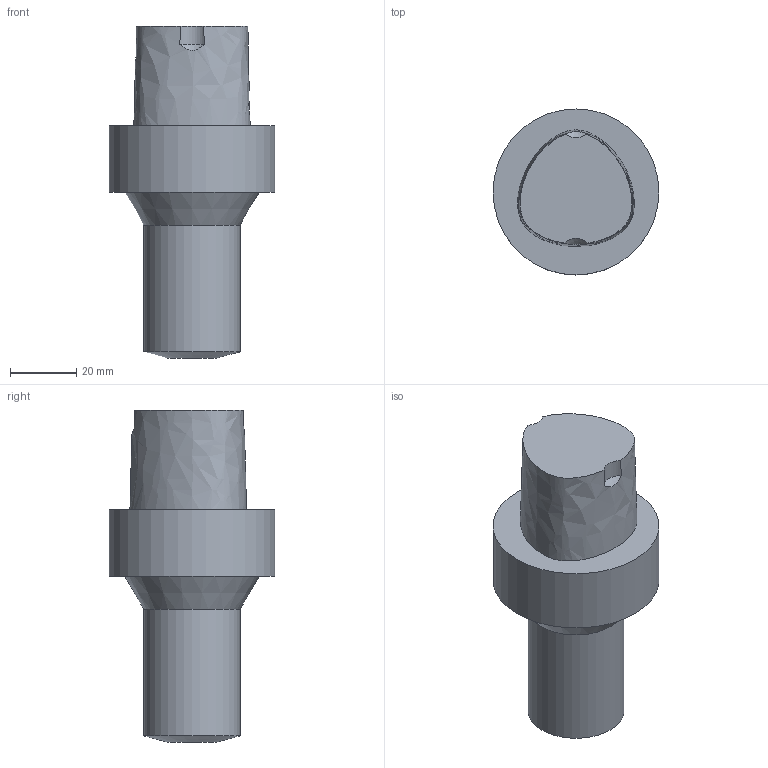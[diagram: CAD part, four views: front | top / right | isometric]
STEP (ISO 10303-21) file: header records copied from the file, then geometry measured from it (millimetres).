
FILE_DESCRIPTION((''),'1');
FILE_NAME('C5-BSL10-70.stp','2022-10-11T02:53:41',(''),(''),'Spatial Interop R21 SP3','Kubotek KeyCreator 2011 V10.0.2 (22737)',' ');
FILE_SCHEMA(('automotive_design'));
Length unit declared in the file: millimetre
Products named in the file (1): 240[2]
Bounding box: 49.98 x 49.98 x 100 mm (x, y, z)
Volume: 102059.5 mm3; surface area: 14363 mm2
Topology: 1 solids, 1 shells, 13 faces, 25 edges, 16 vertices
Faces by surface type: cone 4, cylinder 4, plane 4, bspline 1
Full cylindrical faces by diameter (mm): 29 x1, 49.98 x1
Entity records: 1705 total; most frequent: CARTESIAN_POINT 1179, PRESENTATION_STYLE_ASSIGNMENT 49, COLOUR_RGB 49, DIRECTION 46, ORIENTED_EDGE 42, STYLED_ITEM 35, CURVE_STYLE 35, DRAUGHTING_PRE_DEFINED_CURVE_FONT 35
